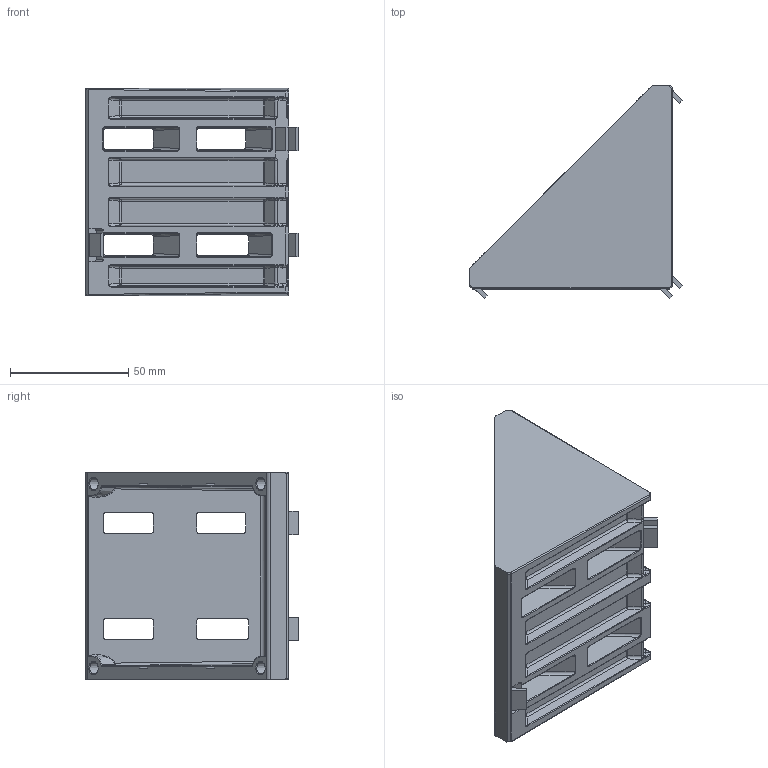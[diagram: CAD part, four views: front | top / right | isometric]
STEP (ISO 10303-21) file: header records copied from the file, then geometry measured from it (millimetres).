
FILE_DESCRIPTION(/* description */ (''),/* implementation_level */ '2;1');
FILE_NAME(/* name */ '81501_KriTec_Aluminium-Druckgusswinkel_10_90x90x90.stp',/* time_stamp */ '2014-06-20T15:55:11+02:00',/* author */ ('kostic'),/* organization */ (''),/* preprocessor_version */ 'ST-DEVELOPER v15.2',/* originating_system */ 'Autodesk Inventor 2014',/* authorisation */ '');
FILE_SCHEMA (('AUTOMOTIVE_DESIGN { 1 0 10303 214 3 1 1 }'));
Length unit declared in the file: millimetre
Products named in the file (1): 81501_KriTec_Aluminium-Druckgusswinkel_10_90x90x90
Bounding box: 89.98 x 89.98 x 88 mm (x, y, z)
Volume: 126135.2 mm3; surface area: 50812.7 mm2
Topology: 1 solids, 1 shells, 670 faces, 1617 edges, 930 vertices
Faces by surface type: cylinder 259, bspline 199, plane 152, sphere 40, cone 16, torus 4
Entity records: 23790 total; most frequent: CARTESIAN_POINT 9336, ORIENTED_EDGE 3162, DIRECTION 2896, EDGE_CURVE 1581, AXIS2_PLACEMENT_3D 1121, VERTEX_POINT 930, EDGE_LOOP 703, FACE_OUTER_BOUND 670
